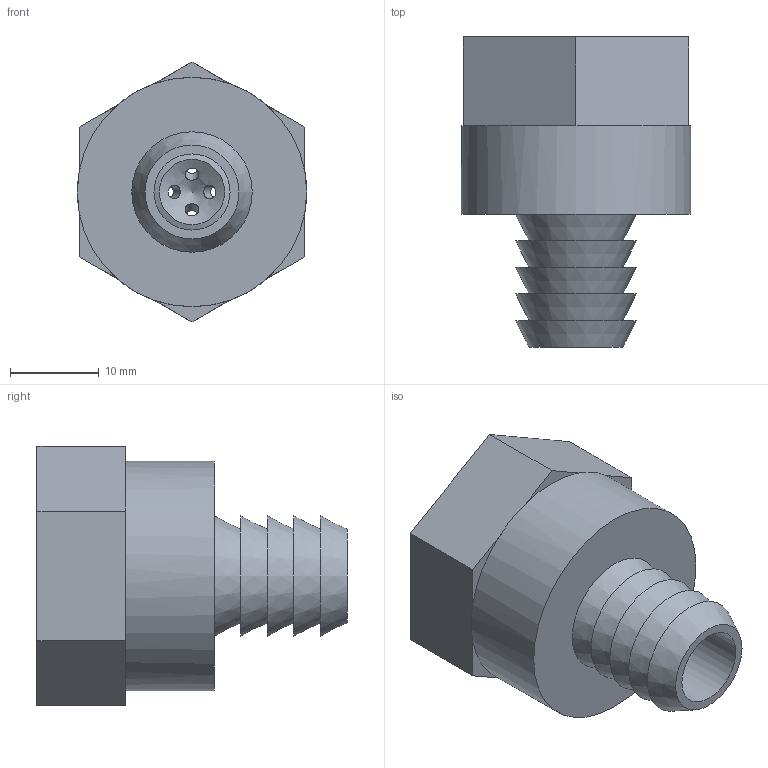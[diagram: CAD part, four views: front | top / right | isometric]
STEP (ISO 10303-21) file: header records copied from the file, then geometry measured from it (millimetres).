
FILE_DESCRIPTION(/* description */ (''),/* implementation_level */ '2;1');
FILE_NAME(/* name */ 'DO-160 Figure 10-2 Shower Head.stp',/* time_stamp */ '2020-12-26T20:49:56+00:00',/* author */ ('Will'),/* organization */ (''),/* preprocessor_version */ 'ST-DEVELOPER v18.1',/* originating_system */ 'Autodesk Inventor 2021',/* authorisation */ '');
FILE_SCHEMA (('AUTOMOTIVE_DESIGN { 1 0 10303 214 3 1 1 }'));
Length unit declared in the file: millimetre
Products named in the file (1): DO-160 Figure 10-2 Shower Head
Bounding box: 25.9 x 35 x 29.33 mm (x, y, z)
Volume: 7597.8 mm3; surface area: 5362.4 mm2
Topology: 1 solids, 1 shells, 47 faces, 130 edges, 86 vertices
Faces by surface type: plane 25, cylinder 12, cone 10
Full cylindrical faces by diameter (mm): 1.56 x4, 2.31 x4, 8.6 x1, 19.05 x2, 25.9 x1
Entity records: 2067 total; most frequent: CARTESIAN_POINT 846, ORIENTED_EDGE 256, DIRECTION 216, EDGE_CURVE 128, VERTEX_POINT 86, AXIS2_PLACEMENT_3D 80, EDGE_LOOP 66, LINE 56
